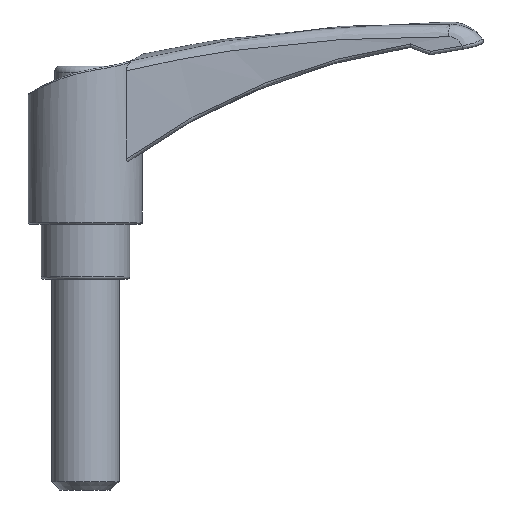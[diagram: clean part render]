
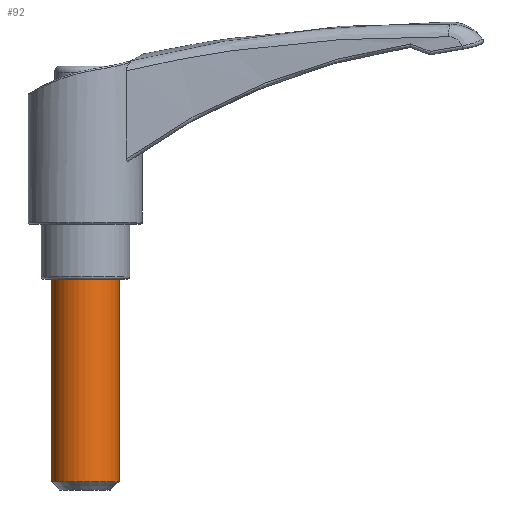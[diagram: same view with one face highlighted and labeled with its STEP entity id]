
A CAD part, front view. The second image highlights one B-rep face of the part: STEP entity #92.
In plain terms, the highlighted cylindrical face has radius 8 mm (diameter 16 mm), a full revolution.
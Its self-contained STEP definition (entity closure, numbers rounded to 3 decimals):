
#92 = ADVANCED_FACE( '', ( #234, #235 ), #236, .T. );
#234 = FACE_OUTER_BOUND( '', #711, .T. );
#235 = FACE_OUTER_BOUND( '', #712, .T. );
#236 = CYLINDRICAL_SURFACE( '', #713, 8. );
#711 = EDGE_LOOP( '', ( #4157 ) );
#712 = EDGE_LOOP( '', ( #4158 ) );
#713 = AXIS2_PLACEMENT_3D( '', #4159, #4160, #4161 );
#4157 = ORIENTED_EDGE( '', *, *, #4574, .T. );
#4158 = ORIENTED_EDGE( '', *, *, #4575, .T. );
#4159 = CARTESIAN_POINT( '', ( 0., 0., -63. ) );
#4160 = DIRECTION( '', ( 0., 0., -1. ) );
#4161 = DIRECTION( '', ( 1., 0., 0. ) );
#4574 = EDGE_CURVE( '', #4784, #4784, #4785, .F. );
#4575 = EDGE_CURVE( '', #4786, #4786, #4787, .T. );
#4784 = VERTEX_POINT( '', #5564 );
#4785 = CIRCLE( '', #5565, 8. );
#4786 = VERTEX_POINT( '', #5566 );
#4787 = CIRCLE( '', #5567, 8. );
#5564 = CARTESIAN_POINT( '', ( -8., 0., -61. ) );
#5565 = AXIS2_PLACEMENT_3D( '', #7705, #7706, #7707 );
#5566 = CARTESIAN_POINT( '', ( 0., 8., -13. ) );
#5567 = AXIS2_PLACEMENT_3D( '', #7708, #7709, #7710 );
#7705 = CARTESIAN_POINT( '', ( 0., 0., -61. ) );
#7706 = DIRECTION( '', ( 0., 0., -1. ) );
#7707 = DIRECTION( '', ( -1., 0., 0. ) );
#7708 = CARTESIAN_POINT( '', ( 0., 0., -13. ) );
#7709 = DIRECTION( '', ( 0., 0., -1. ) );
#7710 = DIRECTION( '', ( 0., 1., 0. ) );
